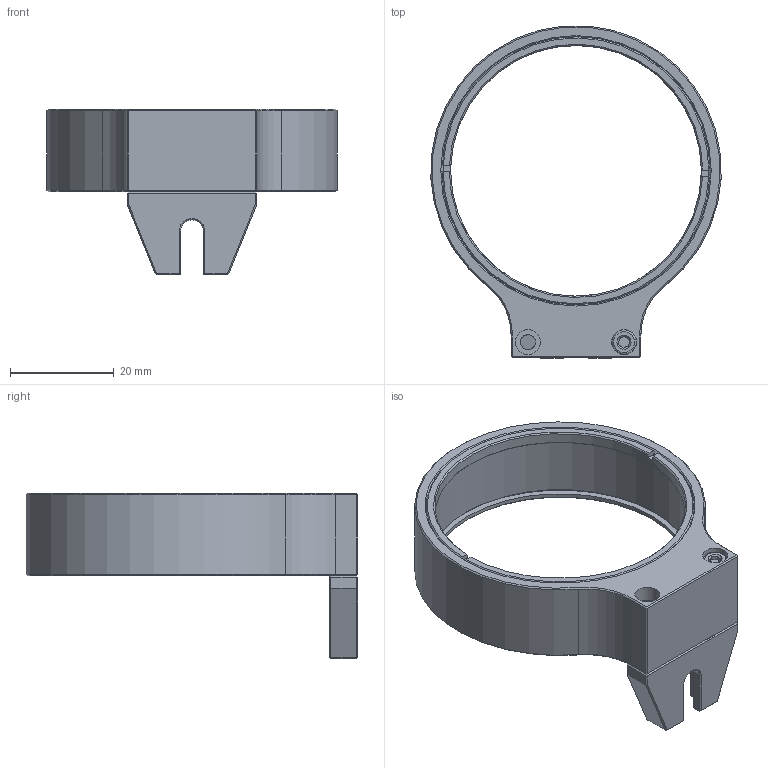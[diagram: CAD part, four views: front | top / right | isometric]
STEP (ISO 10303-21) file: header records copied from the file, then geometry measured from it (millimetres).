
FILE_DESCRIPTION (( 'STEP AP203' ), '1' );
FILE_NAME ('530146.STEP', '2025-05-07T03:55:57', ( 'Windows User' ), ( 'P R C' ), 'SwSTEP 2.0', 'SolidWorks 2020', '' );
FILE_SCHEMA (( 'CONFIG_CONTROL_DESIGN' ));
Length unit declared in the file: millimetre
Products named in the file (1): 530146
Bounding box: 55.91 x 63.9 x 31.9 mm (x, y, z)
Surface area: 9009.7 mm2 (no closed solid volume)
Topology: 0 solids, 4 shells, 116 faces, 271 edges, 164 vertices
Faces by surface type: plane 84, cone 19, cylinder 12, bspline 1
Full cylindrical faces by diameter (mm): 4.8 x2, 48.3 x1, 49.69 x1, 51.09 x1, 52.09 x1
Entity records: 3799 total; most frequent: CARTESIAN_POINT 1205, DIRECTION 510, ORIENTED_EDGE 480, EDGE_CURVE 254, VECTOR 180, LINE 180, AXIS2_PLACEMENT_3D 165, VERTEX_POINT 158
